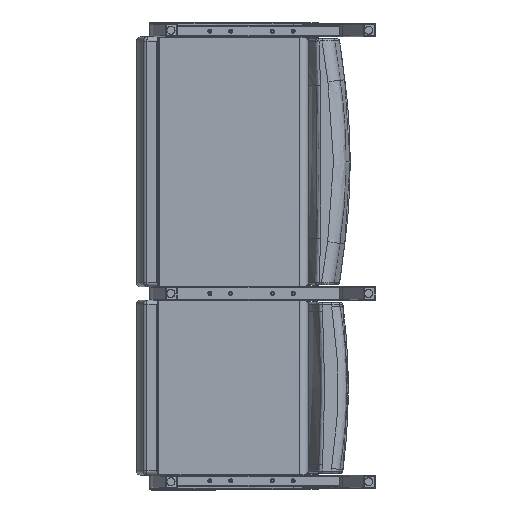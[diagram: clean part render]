
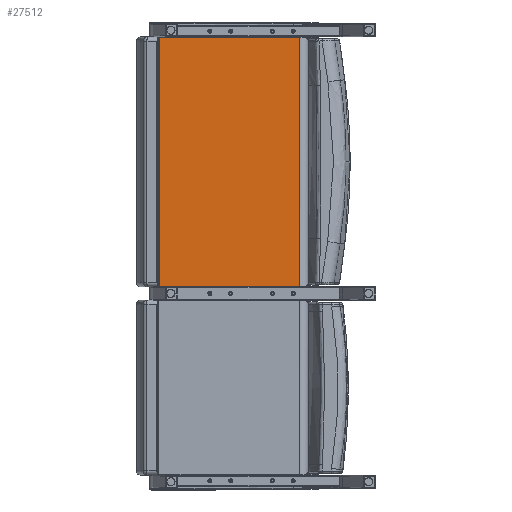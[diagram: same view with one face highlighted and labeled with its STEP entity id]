
A CAD part, front view. The second image highlights one B-rep face of the part: STEP entity #27512.
In plain terms, the highlighted face is planar.
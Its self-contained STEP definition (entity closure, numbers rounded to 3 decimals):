
#3119=PLANE('',#30658);
#5113=LINE('',#108755,#6742);
#5129=LINE('',#108889,#6758);
#5135=LINE('',#108976,#6764);
#5136=LINE('',#108978,#6765);
#6742=VECTOR('',#38044,0.394);
#6758=VECTOR('',#38120,0.394);
#6764=VECTOR('',#38182,0.394);
#6765=VECTOR('',#38185,0.394);
#9002=FACE_OUTER_BOUND('',#11061,.T.);
#11061=EDGE_LOOP('',(#25281,#25282,#25283,#25284));
#14695=VERTEX_POINT('',#108743);
#14696=VERTEX_POINT('',#108754);
#14720=VERTEX_POINT('',#108877);
#14721=VERTEX_POINT('',#108888);
#18210=EDGE_CURVE('',#14695,#14696,#5113,.T.);
#18249=EDGE_CURVE('',#14720,#14721,#5129,.T.);
#18274=EDGE_CURVE('',#14720,#14696,#5135,.T.);
#18275=EDGE_CURVE('',#14721,#14695,#5136,.T.);
#25281=ORIENTED_EDGE('',*,*,#18210,.F.);
#25282=ORIENTED_EDGE('',*,*,#18275,.F.);
#25283=ORIENTED_EDGE('',*,*,#18249,.F.);
#25284=ORIENTED_EDGE('',*,*,#18274,.T.);
#27512=ADVANCED_FACE('',(#9002),#3119,.T.);
#30658=AXIS2_PLACEMENT_3D('',#108977,#38183,#38184);
#38044=DIRECTION('',(1.,0.,0.));
#38120=DIRECTION('',(-1.,0.,0.));
#38182=DIRECTION('',(0.,0.,1.));
#38183=DIRECTION('center_axis',(0.,-1.,0.));
#38184=DIRECTION('ref_axis',(1.,0.,0.));
#38185=DIRECTION('',(0.,0.,1.));
#108743=CARTESIAN_POINT('',(-12.083,0.797,29.966));
#108754=CARTESIAN_POINT('',(4.791,0.797,29.966));
#108755=CARTESIAN_POINT('',(-9.146,0.797,29.966));
#108877=CARTESIAN_POINT('',(4.791,0.797,0.034));
#108888=CARTESIAN_POINT('',(-12.083,0.797,0.034));
#108889=CARTESIAN_POINT('',(-9.146,0.797,0.034));
#108976=CARTESIAN_POINT('',(4.791,0.797,0.));
#108977=CARTESIAN_POINT('Origin',(-12.083,0.797,0.));
#108978=CARTESIAN_POINT('',(-12.083,0.797,0.));
